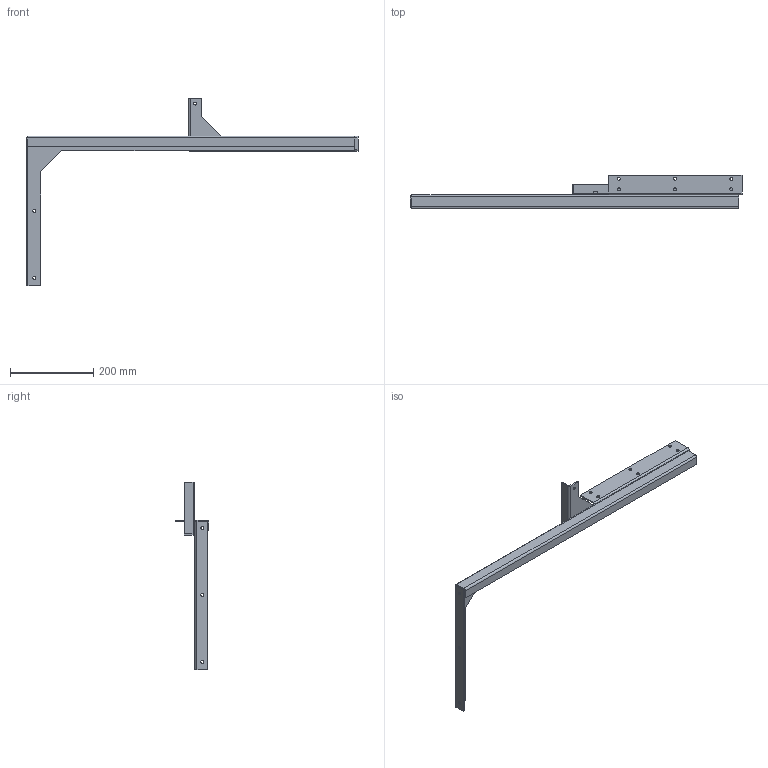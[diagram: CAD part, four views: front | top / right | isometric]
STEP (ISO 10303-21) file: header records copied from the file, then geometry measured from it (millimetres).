
FILE_DESCRIPTION (( 'STEP AP203' ), '1' );
FILE_NAME ('CWHW12.step', '2024-04-25T14:58:32', ( '' ), ( '' ), 'SwSTEP 2.0', 'SolidWorks 2023', '' );
FILE_SCHEMA (( 'CONFIG_CONTROL_DESIGN' ));
Length unit declared in the file: inch
Products named in the file (1): CWHW12
Bounding box: 795.4 x 80.96 x 449.34 mm (x, y, z)
Volume: 414524.4 mm3; surface area: 277034.1 mm2
Topology: 6 solids, 6 shells, 246 faces, 662 edges, 434 vertices
Faces by surface type: cylinder 126, plane 100, bspline 20
Entity records: 8549 total; most frequent: CARTESIAN_POINT 2059, ORIENTED_EDGE 1324, DIRECTION 1304, EDGE_CURVE 662, AXIS2_PLACEMENT_3D 471, VERTEX_POINT 434, VECTOR 362, LINE 362
